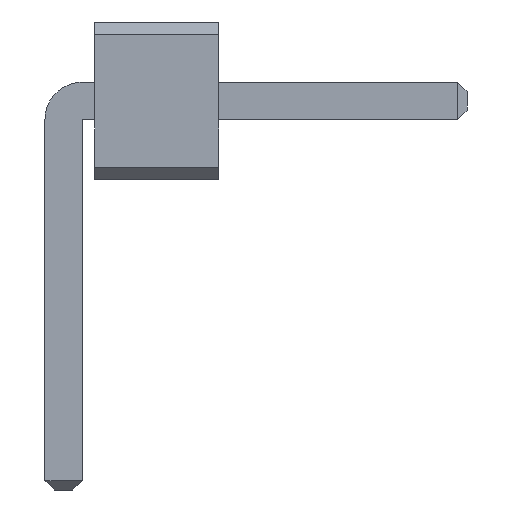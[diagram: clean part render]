
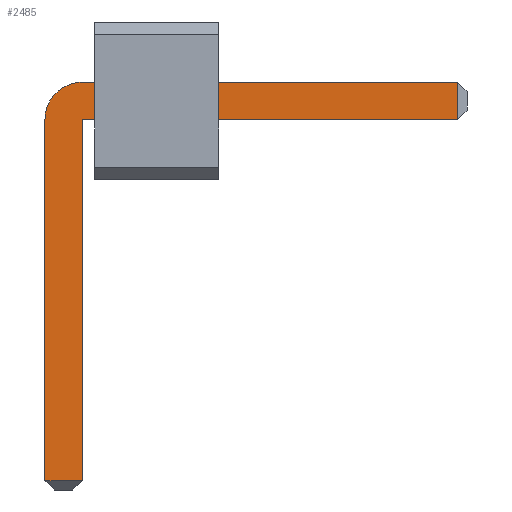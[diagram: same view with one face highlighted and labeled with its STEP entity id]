
A CAD part, front view. The second image highlights one B-rep face of the part: STEP entity #2485.
In plain terms, the highlighted planar face has unit normal (0, -1, 0).
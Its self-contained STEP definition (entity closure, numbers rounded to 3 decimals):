
#13=DIRECTION('',(0.,0.,1.));
#1081=VECTOR('',#13,1.);
#2256=DIRECTION('',(0.,0.,-1.));
#2288=VECTOR('',#2289,1.);
#2289=DIRECTION('',(1.,0.,0.));
#2295=VECTOR('',#2256,1.);
#2302=VECTOR('',#2303,1.);
#2303=DIRECTION('',(-1.,0.,0.));
#2324=DIRECTION('',(-0.,1.,0.));
#2328=DIRECTION('',(0.,1.,0.));
#2329=DIRECTION('',(0.,0.,1.));
#2336=VERTEX_POINT('',#2337);
#2337=CARTESIAN_POINT('',(0.15,-17.15,0.785));
#2339=ORIENTED_EDGE('',*,*,#2340,.T.);
#2340=EDGE_CURVE('',#2336,#2341,#2343,.T.);
#2341=VERTEX_POINT('',#2342);
#2342=CARTESIAN_POINT('',(3.175,-17.15,0.785));
#2343=LINE('',#2344,#2288);
#2344=CARTESIAN_POINT('',(-0.15,-17.15,0.785));
#2381=EDGE_CURVE('',#2382,#2336,#2384,.T.);
#2382=VERTEX_POINT('',#2383);
#2383=CARTESIAN_POINT('',(-0.15,-17.15,0.485));
#2384=CIRCLE('',#2385,0.3);
#2385=AXIS2_PLACEMENT_3D('',#2386,#2324,#2256);
#2386=CARTESIAN_POINT('',(0.15,-17.15,0.485));
#2398=VERTEX_POINT('',#2399);
#2399=CARTESIAN_POINT('',(3.175,-17.15,0.485));
#2401=ORIENTED_EDGE('',*,*,#2402,.T.);
#2402=EDGE_CURVE('',#2398,#2403,#2404,.T.);
#2403=VERTEX_POINT('',#2386);
#2404=LINE('',#2405,#2302);
#2405=CARTESIAN_POINT('',(3.25,-17.15,0.485));
#2417=VERTEX_POINT('',#2418);
#2418=CARTESIAN_POINT('',(-0.15,-17.15,-2.425));
#2420=ORIENTED_EDGE('',*,*,#2421,.T.);
#2421=EDGE_CURVE('',#2417,#2382,#2422,.T.);
#2422=LINE('',#2423,#1081);
#2423=CARTESIAN_POINT('',(-0.15,-17.15,-2.5));
#2431=ORIENTED_EDGE('',*,*,#2432,.T.);
#2432=EDGE_CURVE('',#2403,#2433,#2435,.T.);
#2433=VERTEX_POINT('',#2434);
#2434=CARTESIAN_POINT('',(0.15,-17.15,-2.425));
#2435=LINE('',#2386,#2295);
#2485=ADVANCED_FACE('',(#2486),#2495,.F.);
#2486=FACE_BOUND('',#2487,.F.);
#2487=EDGE_LOOP('',(#2339,#2488,#2401,#2431,#2491,#2420,#2494));
#2488=ORIENTED_EDGE('',*,*,#2489,.T.);
#2489=EDGE_CURVE('',#2341,#2398,#2490,.T.);
#2490=LINE('',#2342,#2295);
#2491=ORIENTED_EDGE('',*,*,#2492,.T.);
#2492=EDGE_CURVE('',#2433,#2417,#2493,.T.);
#2493=LINE('',#2434,#2302);
#2494=ORIENTED_EDGE('',*,*,#2381,.T.);
#2495=PLANE('',#2496);
#2496=AXIS2_PLACEMENT_3D('',#2497,#2328,#2329);
#2497=CARTESIAN_POINT('',(0.858,-17.15,-0.165));
